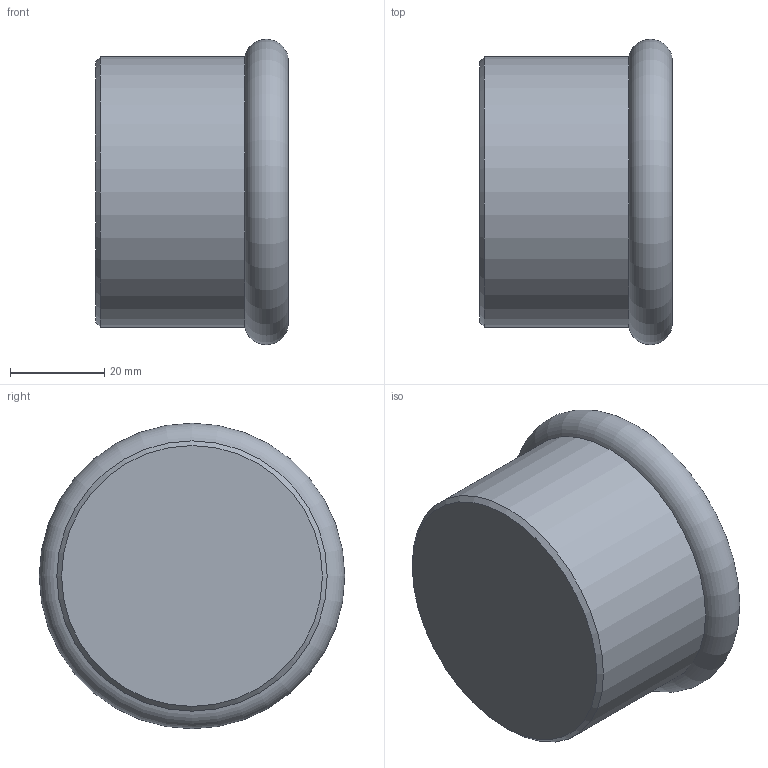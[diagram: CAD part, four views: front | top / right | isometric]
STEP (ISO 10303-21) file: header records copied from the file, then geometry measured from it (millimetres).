
FILE_DESCRIPTION(/* description */ ('TAPPO DI CHIUSURA DN54'),/* implementation_level */ '2;1');
FILE_NAME(/* name */ '383054003_Steelpres.stp',/* time_stamp */ '2022-10-21T16:15:23+02:00',/* author */ ('Vault'),/* organization */ ('Raccorderie metalliche s.p.a. '),/* preprocessor_version */ 'ST-DEVELOPER v18.1',/* originating_system */ 'Autodesk Inventor 2020',/* authorisation */ 'Raccorderie metalliche s.p.a. ');
FILE_SCHEMA (('AUTOMOTIVE_DESIGN { 1 0 10303 214 3 1 1 }'));
Length unit declared in the file: millimetre
Products named in the file (1): 383054003_Steelpres
Bounding box: 41 x 65 x 65 mm (x, y, z)
Volume: 27268.9 mm3; surface area: 19400.1 mm2
Topology: 1 solids, 1 shells, 13 faces, 37 edges, 27 vertices
Faces by surface type: torus 5, cylinder 4, plane 3, cone 1
Full cylindrical faces by diameter (mm): 54.5 x1, 54.7 x2, 57.5 x1
Entity records: 500 total; most frequent: DIRECTION 97, CARTESIAN_POINT 78, ORIENTED_EDGE 74, AXIS2_PLACEMENT_3D 46, EDGE_CURVE 37, CIRCLE 32, VERTEX_POINT 27, EDGE_LOOP 14
